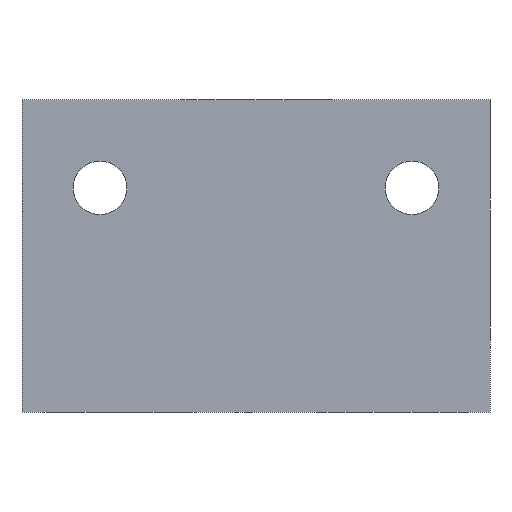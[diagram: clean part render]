
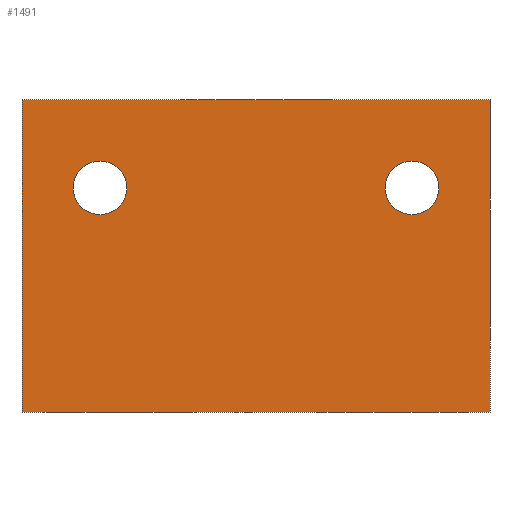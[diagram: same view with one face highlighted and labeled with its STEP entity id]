
A CAD part, front view. The second image highlights one B-rep face of the part: STEP entity #1491.
In plain terms, the highlighted planar face has unit normal (0, -1, 0).
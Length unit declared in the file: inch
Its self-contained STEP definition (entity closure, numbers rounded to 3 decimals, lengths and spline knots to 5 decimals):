
#112=DIRECTION('',(0.,0.,1.));
#113=VECTOR('',#112,2.);
#114=CARTESIAN_POINT('',(-1.5,0.,-0.875));
#115=LINE('',#114,#113);
#116=DIRECTION('',(1.,0.,0.));
#117=VECTOR('',#116,3.);
#118=CARTESIAN_POINT('',(-1.5,0.,1.125));
#119=LINE('',#118,#117);
#120=DIRECTION('',(0.,0.,-1.));
#121=VECTOR('',#120,2.);
#122=CARTESIAN_POINT('',(1.5,0.,1.125));
#123=LINE('',#122,#121);
#124=DIRECTION('',(-1.,0.,0.));
#125=VECTOR('',#124,3.);
#126=CARTESIAN_POINT('',(1.5,0.,-0.875));
#127=LINE('',#126,#125);
#128=CARTESIAN_POINT('',(-1.,0.,0.562));
#129=DIRECTION('',(0.,-1.,0.));
#130=DIRECTION('',(1.,0.,0.));
#131=AXIS2_PLACEMENT_3D('',#128,#129,#130);
#133=CARTESIAN_POINT('',(-1.,0.,0.562));
#134=DIRECTION('',(0.,-1.,0.));
#135=DIRECTION('',(-1.,0.,0.));
#136=AXIS2_PLACEMENT_3D('',#133,#134,#135);
#138=CARTESIAN_POINT('',(1.,0.,0.562));
#139=DIRECTION('',(0.,-1.,0.));
#140=DIRECTION('',(1.,0.,0.));
#141=AXIS2_PLACEMENT_3D('',#138,#139,#140);
#143=CARTESIAN_POINT('',(1.,0.,0.562));
#144=DIRECTION('',(0.,-1.,0.));
#145=DIRECTION('',(-1.,0.,0.));
#146=AXIS2_PLACEMENT_3D('',#143,#144,#145);
#1227=CARTESIAN_POINT('',(-1.5,0.,-0.875));
#1228=CARTESIAN_POINT('',(-1.5,0.,1.125));
#1229=VERTEX_POINT('',#1227);
#1230=VERTEX_POINT('',#1228);
#1231=CARTESIAN_POINT('',(1.5,0.,1.125));
#1232=VERTEX_POINT('',#1231);
#1233=CARTESIAN_POINT('',(1.5,0.,-0.875));
#1234=VERTEX_POINT('',#1233);
#1243=CARTESIAN_POINT('',(-0.8285,0.,0.562));
#1244=CARTESIAN_POINT('',(-1.1715,0.,0.562));
#1245=VERTEX_POINT('',#1243);
#1246=VERTEX_POINT('',#1244);
#1307=CARTESIAN_POINT('',(1.1715,0.,0.562));
#1308=CARTESIAN_POINT('',(0.8285,0.,0.562));
#1309=VERTEX_POINT('',#1307);
#1310=VERTEX_POINT('',#1308);
#1464=CARTESIAN_POINT('',(0.,0.,0.));
#1465=DIRECTION('',(0.,1.,0.));
#1466=DIRECTION('',(1.,0.,0.));
#1467=AXIS2_PLACEMENT_3D('',#1464,#1465,#1466);
#1468=PLANE('',#1467);
#1470=ORIENTED_EDGE('',*,*,#1469,.T.);
#1472=ORIENTED_EDGE('',*,*,#1471,.T.);
#1474=ORIENTED_EDGE('',*,*,#1473,.T.);
#1476=ORIENTED_EDGE('',*,*,#1475,.T.);
#1477=EDGE_LOOP('',(#1470,#1472,#1474,#1476));
#1478=FACE_OUTER_BOUND('',#1477,.F.);
#1480=ORIENTED_EDGE('',*,*,#1479,.T.);
#1482=ORIENTED_EDGE('',*,*,#1481,.T.);
#1483=EDGE_LOOP('',(#1480,#1482));
#1484=FACE_BOUND('',#1483,.F.);
#1486=ORIENTED_EDGE('',*,*,#1485,.T.);
#1488=ORIENTED_EDGE('',*,*,#1487,.T.);
#1489=EDGE_LOOP('',(#1486,#1488));
#1490=FACE_BOUND('',#1489,.F.);
#1491=ADVANCED_FACE('',(#1478,#1484,#1490),#1468,.F.);
#132=CIRCLE('',#131,0.1715);
#137=CIRCLE('',#136,0.1715);
#142=CIRCLE('',#141,0.1715);
#147=CIRCLE('',#146,0.1715);
#1469=EDGE_CURVE('',#1229,#1230,#115,.T.);
#1471=EDGE_CURVE('',#1230,#1232,#119,.T.);
#1473=EDGE_CURVE('',#1232,#1234,#123,.T.);
#1475=EDGE_CURVE('',#1234,#1229,#127,.T.);
#1479=EDGE_CURVE('',#1245,#1246,#132,.T.);
#1481=EDGE_CURVE('',#1246,#1245,#137,.T.);
#1485=EDGE_CURVE('',#1309,#1310,#142,.T.);
#1487=EDGE_CURVE('',#1310,#1309,#147,.T.);
